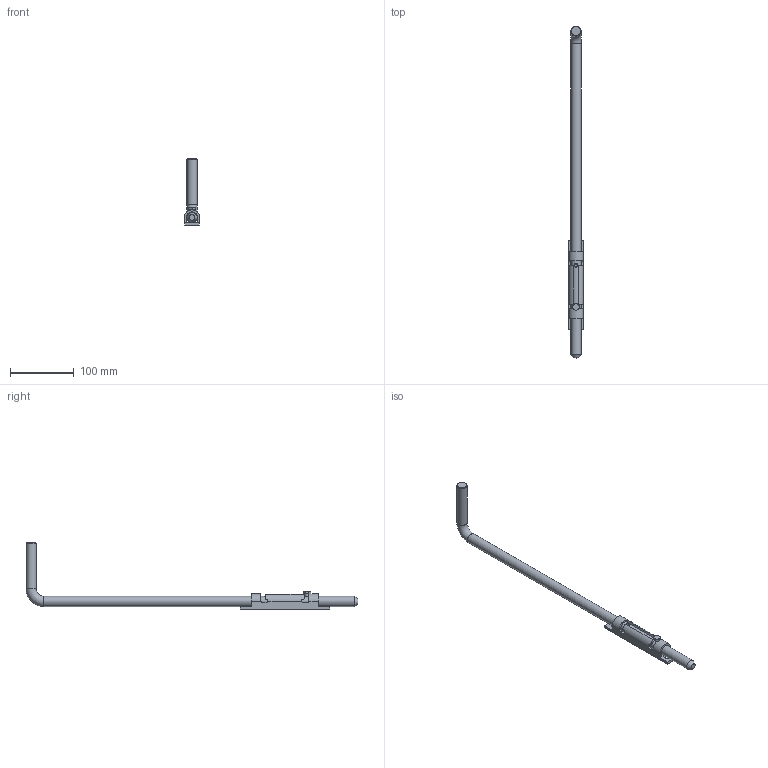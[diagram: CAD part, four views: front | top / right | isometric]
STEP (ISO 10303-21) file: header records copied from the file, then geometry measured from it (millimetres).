
FILE_DESCRIPTION (( 'STEP AP203' ), '1' );
FILE_NAME ('67-A-500.step', '2024-07-31T11:50:31', ( '' ), ( '' ), 'SwSTEP 2.0', 'SolidWorks 2018', '' );
FILE_SCHEMA (( 'CONFIG_CONTROL_DESIGN' ));
Length unit declared in the file: millimetre
Products named in the file (4): 67-A-X00 Teil2_67-A-500 Teil2; DIN 931_DIN 931 M6x20; 67-A-X00 Teil1_67-A-500 Teil1; 67-A-500
Assembly tree (3 placements, depth 2):
  67-A-500
    67-A-X00 Teil1_67-A-500 Teil1
    67-A-X00 Teil2_67-A-500 Teil2
    DIN 931_DIN 931 M6x20
Bounding box: 23.5 x 520 x 104.25 mm (x, y, z)
Volume: 144238.6 mm3; surface area: 47729.7 mm2
Topology: 3 solids, 3 shells, 329 faces, 898 edges, 594 vertices
Faces by surface type: plane 175, bspline 105, cylinder 33, cone 15, torus 1
Full cylindrical faces by diameter (mm): 5 x2, 5.5 x2, 6 x1, 8.5 x2, 16 x2
Entity records: 17755 total; most frequent: CARTESIAN_POINT 9907, ORIENTED_EDGE 1728, DIRECTION 1139, EDGE_CURVE 864, VERTEX_POINT 583, VECTOR 541, LINE 541, EDGE_LOOP 383
